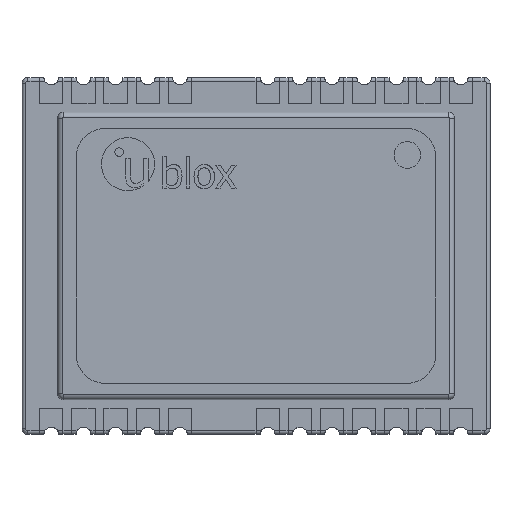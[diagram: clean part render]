
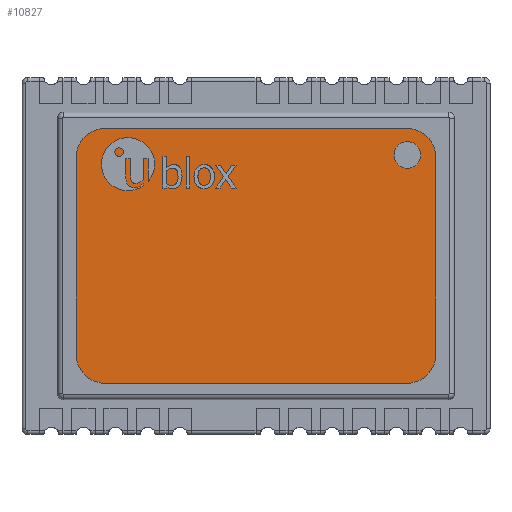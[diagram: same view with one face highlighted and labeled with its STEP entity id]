
A CAD part, top view. The second image highlights one B-rep face of the part: STEP entity #10827.
In plain terms, the highlighted planar face has unit normal (0, 0, 1).
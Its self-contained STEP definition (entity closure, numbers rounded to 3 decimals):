
#75=FACE_BOUND('',#1139,.T.);
#532=FACE_OUTER_BOUND('',#1138,.T.);
#1138=EDGE_LOOP('',(#7925,#7926,#7927,#7928,#7929,#7930,#7931,#7932));
#1139=EDGE_LOOP('',(#7933));
#1593=CIRCLE('',#11452,1.);
#1594=CIRCLE('',#11455,1.);
#1595=CIRCLE('',#11458,1.);
#1596=CIRCLE('',#11461,1.);
#1597=CIRCLE('',#11464,0.456);
#2174=LINE('',#16069,#3472);
#2177=LINE('',#16077,#3475);
#2180=LINE('',#16085,#3478);
#2183=LINE('',#16092,#3481);
#3472=VECTOR('',#12793,6.719);
#3475=VECTOR('',#12802,10.298);
#3478=VECTOR('',#12811,6.719);
#3481=VECTOR('',#12820,10.298);
#4671=VERTEX_POINT('',#16062);
#4672=VERTEX_POINT('',#16063);
#4673=VERTEX_POINT('',#16068);
#4674=VERTEX_POINT('',#16072);
#4675=VERTEX_POINT('',#16076);
#4676=VERTEX_POINT('',#16080);
#4677=VERTEX_POINT('',#16084);
#4678=VERTEX_POINT('',#16088);
#4679=VERTEX_POINT('',#16094);
#5873=EDGE_CURVE('',#4671,#4672,#1593,.T.);
#5876=EDGE_CURVE('',#4672,#4673,#2174,.T.);
#5878=EDGE_CURVE('',#4673,#4674,#1594,.T.);
#5880=EDGE_CURVE('',#4674,#4675,#2177,.T.);
#5882=EDGE_CURVE('',#4675,#4676,#1595,.T.);
#5884=EDGE_CURVE('',#4676,#4677,#2180,.T.);
#5886=EDGE_CURVE('',#4677,#4678,#1596,.T.);
#5888=EDGE_CURVE('',#4678,#4671,#2183,.T.);
#5889=EDGE_CURVE('',#4679,#4679,#1597,.T.);
#7925=ORIENTED_EDGE('',*,*,#5873,.T.);
#7926=ORIENTED_EDGE('',*,*,#5876,.T.);
#7927=ORIENTED_EDGE('',*,*,#5878,.T.);
#7928=ORIENTED_EDGE('',*,*,#5880,.T.);
#7929=ORIENTED_EDGE('',*,*,#5882,.T.);
#7930=ORIENTED_EDGE('',*,*,#5884,.T.);
#7931=ORIENTED_EDGE('',*,*,#5886,.T.);
#7932=ORIENTED_EDGE('',*,*,#5888,.T.);
#7933=ORIENTED_EDGE('',*,*,#5889,.T.);
#10351=PLANE('',#11465);
#10827=ADVANCED_FACE('',(#532,#75),#10351,.T.);
#11452=AXIS2_PLACEMENT_3D('',#16064,#12787,#12788);
#11455=AXIS2_PLACEMENT_3D('',#16073,#12797,#12798);
#11458=AXIS2_PLACEMENT_3D('',#16081,#12806,#12807);
#11461=AXIS2_PLACEMENT_3D('',#16089,#12815,#12816);
#11464=AXIS2_PLACEMENT_3D('',#16095,#12823,#12824);
#11465=AXIS2_PLACEMENT_3D('',#16096,#12825,#12826);
#12787=DIRECTION('center_axis',(0.,0.,1.));
#12788=DIRECTION('ref_axis',(0.,-1.,0.));
#12793=DIRECTION('',(0.,-1.,0.));
#12797=DIRECTION('center_axis',(0.,0.,1.));
#12798=DIRECTION('ref_axis',(1.,0.,0.));
#12802=DIRECTION('',(1.,0.,0.));
#12806=DIRECTION('center_axis',(0.,0.,1.));
#12807=DIRECTION('ref_axis',(0.,1.,0.));
#12811=DIRECTION('',(0.,1.,0.));
#12815=DIRECTION('center_axis',(0.,0.,1.));
#12816=DIRECTION('ref_axis',(-1.,0.,0.));
#12820=DIRECTION('',(-1.,0.,0.));
#12823=DIRECTION('center_axis',(0.,0.,-1.));
#12824=DIRECTION('ref_axis',(-1.,0.,0.));
#12825=DIRECTION('center_axis',(0.,0.,1.));
#12826=DIRECTION('ref_axis',(1.,0.,0.));
#16062=CARTESIAN_POINT('',(-5.149,4.36,2.6));
#16063=CARTESIAN_POINT('',(-6.149,3.36,2.6));
#16064=CARTESIAN_POINT('Origin',(-5.149,3.36,2.6));
#16068=CARTESIAN_POINT('',(-6.149,-3.36,2.6));
#16069=CARTESIAN_POINT('',(-6.149,-1.68,2.6));
#16072=CARTESIAN_POINT('',(-5.149,-4.36,2.6));
#16073=CARTESIAN_POINT('Origin',(-5.149,-3.36,2.6));
#16076=CARTESIAN_POINT('',(5.149,-4.36,2.6));
#16077=CARTESIAN_POINT('',(2.575,-4.36,2.6));
#16080=CARTESIAN_POINT('',(6.149,-3.36,2.6));
#16081=CARTESIAN_POINT('Origin',(5.149,-3.36,2.6));
#16084=CARTESIAN_POINT('',(6.149,3.36,2.6));
#16085=CARTESIAN_POINT('',(6.149,1.68,2.6));
#16088=CARTESIAN_POINT('',(5.149,4.36,2.6));
#16089=CARTESIAN_POINT('Origin',(5.149,3.36,2.6));
#16092=CARTESIAN_POINT('',(-2.575,4.36,2.6));
#16094=CARTESIAN_POINT('',(5.632,3.451,2.6));
#16095=CARTESIAN_POINT('Origin',(5.177,3.451,2.6));
#16096=CARTESIAN_POINT('Origin',(0.,0.,2.6));
